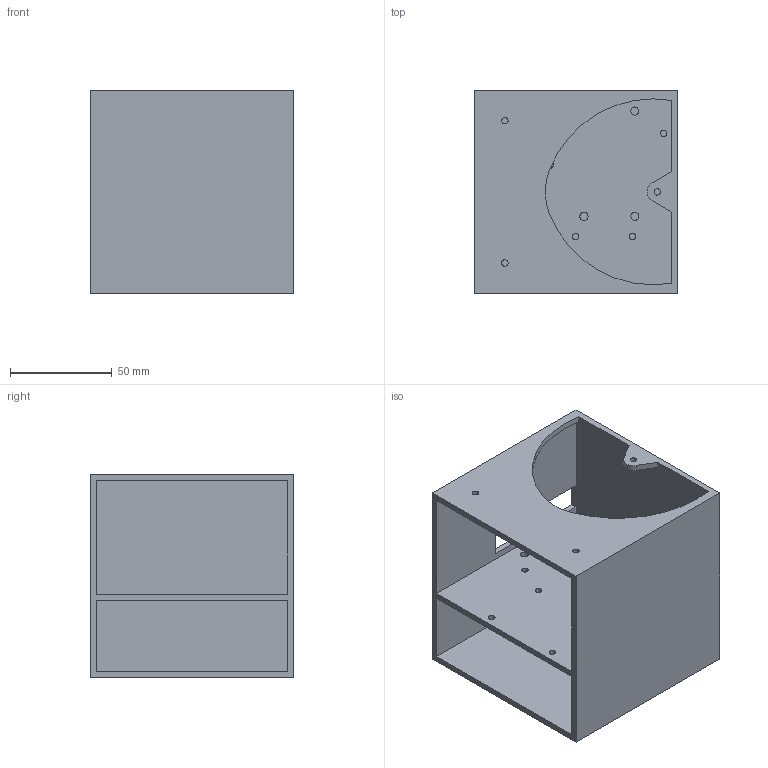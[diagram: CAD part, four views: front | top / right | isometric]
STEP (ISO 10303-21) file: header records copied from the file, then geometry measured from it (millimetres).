
FILE_DESCRIPTION(('FreeCAD Model'),'2;1');
FILE_NAME('base.step','2020-10-05T12:08:02',(''),(''),'Open CASCADE STEP processor 7.3', 'FreeCAD','Unknown');
FILE_SCHEMA(('AUTOMOTIVE_DESIGN { 1 0 10303 214 1 1 1 1 }'));
Length unit declared in the file: millimetre
Products named in the file (1): base-e
Bounding box: 100 x 100 x 100 mm (x, y, z)
Volume: 154377 mm3; surface area: 105260 mm2
Topology: 1 solids, 1 shells, 45 faces, 129 edges, 86 vertices
Faces by surface type: plane 26, cylinder 19
Full cylindrical faces by diameter (mm): 3.2 x11, 4 x4
Entity records: 3265 total; most frequent: CARTESIAN_POINT 609, DIRECTION 487, LINE 293, VECTOR 293, ORIENTED_EDGE 258, PCURVE 258, DEFINITIONAL_REPRESENTATION 258, EDGE_CURVE 129
